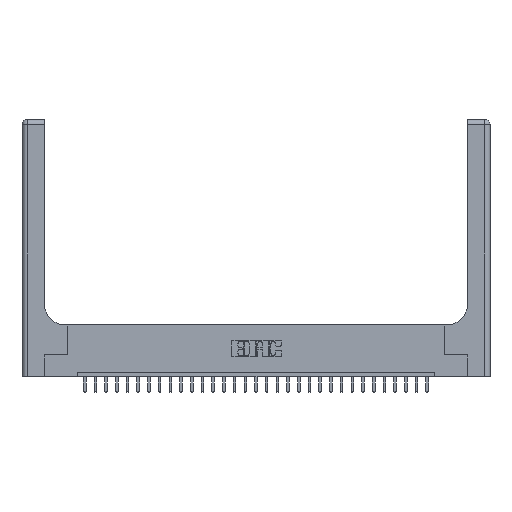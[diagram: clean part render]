
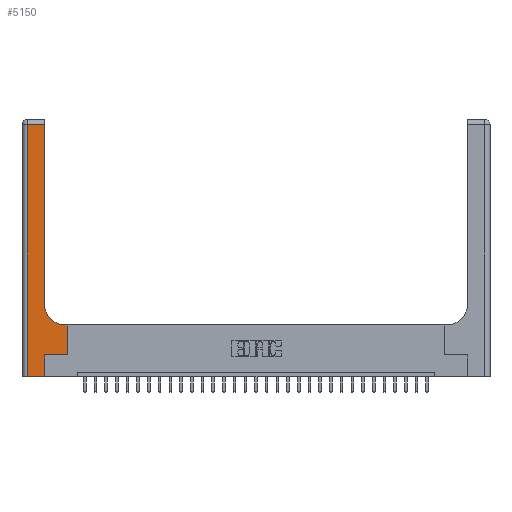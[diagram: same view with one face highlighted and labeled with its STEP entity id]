
A CAD part, top view. The second image highlights one B-rep face of the part: STEP entity #5150.
In plain terms, the highlighted planar face has unit normal (0, 0, 1).
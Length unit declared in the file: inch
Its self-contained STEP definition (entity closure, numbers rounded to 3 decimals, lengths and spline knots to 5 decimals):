
#513 = VECTOR ( 'NONE', #12322, 39.37008 ) ;
#664 = EDGE_CURVE ( 'NONE', #10725, #8439, #24209, .T. ) ;
#692 = CARTESIAN_POINT ( 'NONE',  ( 0., 0., 0.37 ) ) ;
#1048 = EDGE_CURVE ( 'NONE', #15310, #25043, #21919, .T. ) ;
#1143 = DIRECTION ( 'NONE',  ( 0., 0., -1. ) ) ;
#1246 = CARTESIAN_POINT ( 'NONE',  ( 0.265, 0., 0.37 ) ) ;
#1360 = VERTEX_POINT ( 'NONE', #5617 ) ;
#1415 = AXIS2_PLACEMENT_3D ( 'NONE', #26070, #11892, #17905 ) ;
#1427 = ORIENTED_EDGE ( 'NONE', *, *, #16293, .T. ) ;
#1686 = ORIENTED_EDGE ( 'NONE', *, *, #25761, .T. ) ;
#3138 = CARTESIAN_POINT ( 'NONE',  ( 0., 3., 0.37 ) ) ;
#3523 = VECTOR ( 'NONE', #24310, 39.37008 ) ;
#3985 = CARTESIAN_POINT ( 'NONE',  ( 0.265, 0.25, 0.37 ) ) ;
#4493 = VERTEX_POINT ( 'NONE', #3985 ) ;
#5150 = ADVANCED_FACE ( 'NONE', ( #18393 ), #7464, .F. ) ;
#5617 = CARTESIAN_POINT ( 'NONE',  ( 0.06, 2.94, 0.37 ) ) ;
#5752 = VERTEX_POINT ( 'NONE', #11119 ) ;
#7222 = VERTEX_POINT ( 'NONE', #17275 ) ;
#7444 = DIRECTION ( 'NONE',  ( -1., 0., 0. ) ) ;
#7464 = PLANE ( 'NONE',  #17429 ) ;
#7891 = DIRECTION ( 'NONE',  ( 1., 0., 0. ) ) ;
#8439 = VERTEX_POINT ( 'NONE', #25750 ) ;
#8689 = LINE ( 'NONE', #8691, #513 ) ;
#8691 = CARTESIAN_POINT ( 'NONE',  ( 0.528, 0.25, 0.37 ) ) ;
#9095 = LINE ( 'NONE', #20151, #3523 ) ;
#9543 = EDGE_CURVE ( 'NONE', #5752, #7222, #8689, .T. ) ;
#9944 = CARTESIAN_POINT ( 'NONE',  ( 0., 2.94, 0.37 ) ) ;
#10090 = ORIENTED_EDGE ( 'NONE', *, *, #18281, .T. ) ;
#10346 = EDGE_CURVE ( 'NONE', #26977, #10725, #14865, .T. ) ;
#10725 = VERTEX_POINT ( 'NONE', #17425 ) ;
#10874 = CARTESIAN_POINT ( 'NONE',  ( 0.26, 3., 0.37 ) ) ;
#11119 = CARTESIAN_POINT ( 'NONE',  ( 0.528, 0.25, 0.37 ) ) ;
#11892 = DIRECTION ( 'NONE',  ( 0., 0., -1. ) ) ;
#12322 = DIRECTION ( 'NONE',  ( 0., 1., 0. ) ) ;
#14105 = CARTESIAN_POINT ( 'NONE',  ( 0.26, 0.6, 0.37 ) ) ;
#14851 = ORIENTED_EDGE ( 'NONE', *, *, #10346, .T. ) ;
#14865 = CIRCLE ( 'NONE', #1415, 0.25 ) ;
#15310 = VERTEX_POINT ( 'NONE', #26206 ) ;
#15419 = VECTOR ( 'NONE', #21191, 39.37008 ) ;
#15453 = ORIENTED_EDGE ( 'NONE', *, *, #9543, .T. ) ;
#15782 = DIRECTION ( 'NONE',  ( -1., 0., 0. ) ) ;
#16013 = DIRECTION ( 'NONE',  ( -1., 0., 0. ) ) ;
#16214 = EDGE_LOOP ( 'NONE', ( #23184, #23085, #21432, #20629, #1427, #10090, #15453, #1686, #14851 ) ) ;
#16293 = EDGE_CURVE ( 'NONE', #25043, #4493, #9095, .T. ) ;
#16866 = LINE ( 'NONE', #9944, #23350 ) ;
#17275 = CARTESIAN_POINT ( 'NONE',  ( 0.528, 0.6, 0.37 ) ) ;
#17425 = CARTESIAN_POINT ( 'NONE',  ( 0.26, 0.85, 0.37 ) ) ;
#17429 = AXIS2_PLACEMENT_3D ( 'NONE', #3138, #1143, #15782 ) ;
#17791 = LINE ( 'NONE', #24548, #20427 ) ;
#17905 = DIRECTION ( 'NONE',  ( 1., 0., 0. ) ) ;
#18276 = CARTESIAN_POINT ( 'NONE',  ( 0.06, 3., 0.37 ) ) ;
#18281 = EDGE_CURVE ( 'NONE', #4493, #5752, #17791, .T. ) ;
#18393 = FACE_OUTER_BOUND ( 'NONE', #16214, .T. ) ;
#19438 = DIRECTION ( 'NONE',  ( 1., 0., 0. ) ) ;
#20151 = CARTESIAN_POINT ( 'NONE',  ( 0.265, 0., 0.37 ) ) ;
#20384 = DIRECTION ( 'NONE',  ( 0., -1., 0. ) ) ;
#20427 = VECTOR ( 'NONE', #7891, 39.37008 ) ;
#20629 = ORIENTED_EDGE ( 'NONE', *, *, #1048, .T. ) ;
#21191 = DIRECTION ( 'NONE',  ( 0., 1., 0. ) ) ;
#21432 = ORIENTED_EDGE ( 'NONE', *, *, #22297, .T. ) ;
#21519 = LINE ( 'NONE', #18276, #22161 ) ;
#21919 = LINE ( 'NONE', #692, #22230 ) ;
#22161 = VECTOR ( 'NONE', #20384, 39.37008 ) ;
#22230 = VECTOR ( 'NONE', #19438, 39.37008 ) ;
#22297 = EDGE_CURVE ( 'NONE', #1360, #15310, #21519, .T. ) ;
#22635 = LINE ( 'NONE', #14105, #24901 ) ;
#23085 = ORIENTED_EDGE ( 'NONE', *, *, #24620, .T. ) ;
#23184 = ORIENTED_EDGE ( 'NONE', *, *, #664, .T. ) ;
#23350 = VECTOR ( 'NONE', #16013, 39.37008 ) ;
#24209 = LINE ( 'NONE', #10874, #15419 ) ;
#24310 = DIRECTION ( 'NONE',  ( 0., 1., 0. ) ) ;
#24548 = CARTESIAN_POINT ( 'NONE',  ( 0.265, 0.25, 0.37 ) ) ;
#24620 = EDGE_CURVE ( 'NONE', #8439, #1360, #16866, .T. ) ;
#24772 = CARTESIAN_POINT ( 'NONE',  ( 0.51, 0.6, 0.37 ) ) ;
#24901 = VECTOR ( 'NONE', #7444, 39.37008 ) ;
#25043 = VERTEX_POINT ( 'NONE', #1246 ) ;
#25750 = CARTESIAN_POINT ( 'NONE',  ( 0.26, 2.94, 0.37 ) ) ;
#25761 = EDGE_CURVE ( 'NONE', #7222, #26977, #22635, .T. ) ;
#26070 = CARTESIAN_POINT ( 'NONE',  ( 0.51, 0.85, 0.37 ) ) ;
#26206 = CARTESIAN_POINT ( 'NONE',  ( 0.06, 0., 0.37 ) ) ;
#26977 = VERTEX_POINT ( 'NONE', #24772 ) ;
